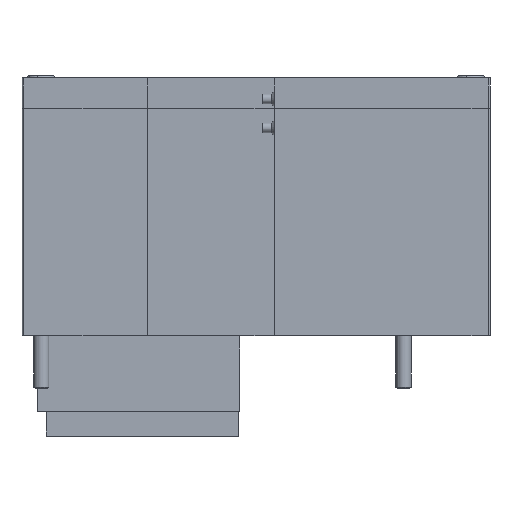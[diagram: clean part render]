
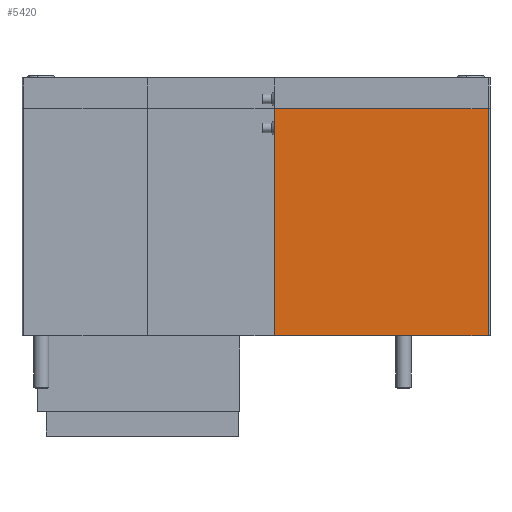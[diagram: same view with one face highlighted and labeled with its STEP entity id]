
A CAD part, front view. The second image highlights one B-rep face of the part: STEP entity #5420.
In plain terms, the highlighted planar face has unit normal (0, -1, 0).
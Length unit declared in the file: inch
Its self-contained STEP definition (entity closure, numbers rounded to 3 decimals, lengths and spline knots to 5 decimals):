
#71 = DIRECTION ( 'NONE',  ( 0., 0., -1. ) ) ;
#1960 = VECTOR ( 'NONE', #14288, 39.37008 ) ;
#2587 = VECTOR ( 'NONE', #9490, 39.37008 ) ;
#2677 = LINE ( 'NONE', #6668, #1960 ) ;
#2910 = CARTESIAN_POINT ( 'NONE',  ( 2.57874, 0., 0. ) ) ;
#3174 = VECTOR ( 'NONE', #71, 39.37008 ) ;
#4851 = CARTESIAN_POINT ( 'NONE',  ( 2.57874, 0., 0. ) ) ;
#5420 = ADVANCED_FACE ( 'NONE', ( #15043 ), #20281, .F. ) ;
#6668 = CARTESIAN_POINT ( 'NONE',  ( 2.57874, 0., 2.32283 ) ) ;
#7194 = CARTESIAN_POINT ( 'NONE',  ( 2.57874, 0., 2.32283 ) ) ;
#7600 = AXIS2_PLACEMENT_3D ( 'NONE', #7194, #14801, #17534 ) ;
#8562 = CARTESIAN_POINT ( 'NONE',  ( 2.57874, 0., 2.32283 ) ) ;
#9490 = DIRECTION ( 'NONE',  ( 1., 0., 0. ) ) ;
#9729 = ORIENTED_EDGE ( 'NONE', *, *, #21119, .F. ) ;
#10714 = EDGE_CURVE ( 'NONE', #19867, #13957, #13546, .T. ) ;
#10843 = LINE ( 'NONE', #4851, #16545 ) ;
#11360 = CARTESIAN_POINT ( 'NONE',  ( 2.57874, 0., 2.32283 ) ) ;
#12097 = EDGE_LOOP ( 'NONE', ( #20041, #22612, #9729, #16351 ) ) ;
#12301 = VERTEX_POINT ( 'NONE', #8562 ) ;
#13546 = LINE ( 'NONE', #17165, #3174 ) ;
#13957 = VERTEX_POINT ( 'NONE', #23981 ) ;
#14288 = DIRECTION ( 'NONE',  ( 0., 0., -1. ) ) ;
#14801 = DIRECTION ( 'NONE',  ( 0., 1., 0. ) ) ;
#15043 = FACE_OUTER_BOUND ( 'NONE', #12097, .T. ) ;
#15081 = CARTESIAN_POINT ( 'NONE',  ( 4.76772, 0., 2.32283 ) ) ;
#16351 = ORIENTED_EDGE ( 'NONE', *, *, #18595, .T. ) ;
#16545 = VECTOR ( 'NONE', #23673, 39.37008 ) ;
#17165 = CARTESIAN_POINT ( 'NONE',  ( 4.76772, 0., 2.32283 ) ) ;
#17534 = DIRECTION ( 'NONE',  ( 0., 0., 1. ) ) ;
#18595 = EDGE_CURVE ( 'NONE', #12301, #20322, #2677, .T. ) ;
#19190 = LINE ( 'NONE', #11360, #2587 ) ;
#19867 = VERTEX_POINT ( 'NONE', #15081 ) ;
#20041 = ORIENTED_EDGE ( 'NONE', *, *, #21332, .T. ) ;
#20281 = PLANE ( 'NONE',  #7600 ) ;
#20322 = VERTEX_POINT ( 'NONE', #2910 ) ;
#21119 = EDGE_CURVE ( 'NONE', #12301, #19867, #19190, .T. ) ;
#21332 = EDGE_CURVE ( 'NONE', #20322, #13957, #10843, .T. ) ;
#22612 = ORIENTED_EDGE ( 'NONE', *, *, #10714, .F. ) ;
#23673 = DIRECTION ( 'NONE',  ( 1., 0., 0. ) ) ;
#23981 = CARTESIAN_POINT ( 'NONE',  ( 4.76772, 0., 0. ) ) ;
